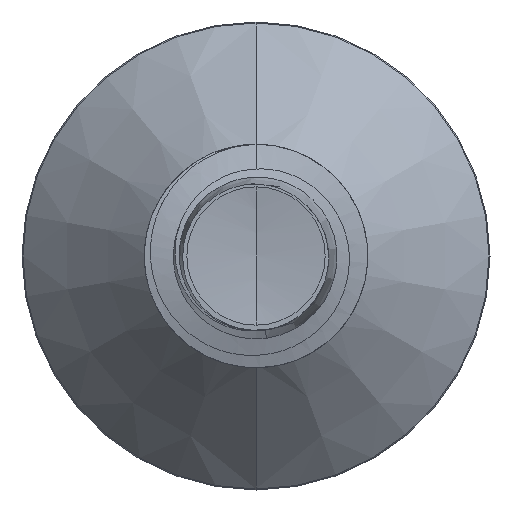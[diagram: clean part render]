
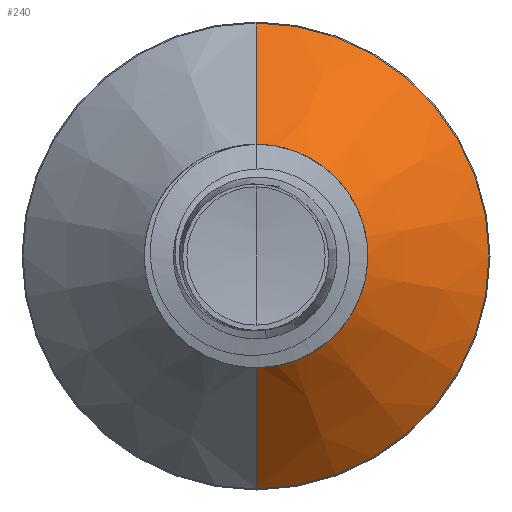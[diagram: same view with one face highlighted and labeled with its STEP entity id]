
A CAD part, front view. The second image highlights one B-rep face of the part: STEP entity #240.
In plain terms, the highlighted conical face has half-angle 45 degrees and reference radius 0.775 mm.
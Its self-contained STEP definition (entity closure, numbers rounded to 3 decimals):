
#240 = ADVANCED_FACE ( 'NONE', ( #1203 ), #8265, .T. ) ;
#820 = VERTEX_POINT ( 'NONE', #9065 ) ;
#1000 = VERTEX_POINT ( 'NONE', #6551 ) ;
#1145 = DIRECTION ( 'NONE',  ( 0., 1., 0. ) ) ;
#1191 = VECTOR ( 'NONE', #4631, 1000. ) ;
#1203 = FACE_OUTER_BOUND ( 'NONE', #5047, .T. ) ;
#1784 = DIRECTION ( 'NONE',  ( 0., 1., 0. ) ) ;
#2054 = CARTESIAN_POINT ( 'NONE',  ( 0., 1.75, 0.775 ) ) ;
#2253 = DIRECTION ( 'NONE',  ( 0., 1., 0. ) ) ;
#2871 = EDGE_CURVE ( 'NONE', #12821, #7412, #8864, .T. ) ;
#3261 = ORIENTED_EDGE ( 'NONE', *, *, #3693, .F. ) ;
#3693 = EDGE_CURVE ( 'NONE', #1000, #7412, #6991, .T. ) ;
#4095 = CARTESIAN_POINT ( 'NONE',  ( 0., 1.75, 0. ) ) ;
#4631 = DIRECTION ( 'NONE',  ( 0., 0.707, -0.707 ) ) ;
#4705 = AXIS2_PLACEMENT_3D ( 'NONE', #7783, #1784, #8793 ) ;
#5047 = EDGE_LOOP ( 'NONE', ( #8071, #9509, #3261, #7869 ) ) ;
#6513 = CARTESIAN_POINT ( 'NONE',  ( 0., 1.75, -0.775 ) ) ;
#6551 = CARTESIAN_POINT ( 'NONE',  ( 0., 2.643, 1.668 ) ) ;
#6838 = CARTESIAN_POINT ( 'NONE',  ( 0., 1.75, -0.775 ) ) ;
#6991 = CIRCLE ( 'NONE', #4705, 1.668 ) ;
#7142 = EDGE_CURVE ( 'NONE', #820, #1000, #7356, .T. ) ;
#7145 = CARTESIAN_POINT ( 'NONE',  ( 0., 1.75, 0. ) ) ;
#7356 = LINE ( 'NONE', #2054, #9690 ) ;
#7412 = VERTEX_POINT ( 'NONE', #9422 ) ;
#7783 = CARTESIAN_POINT ( 'NONE',  ( 0., 2.643, 0. ) ) ;
#7869 = ORIENTED_EDGE ( 'NONE', *, *, #7142, .F. ) ;
#8071 = ORIENTED_EDGE ( 'NONE', *, *, #11134, .T. ) ;
#8156 = DIRECTION ( 'NONE',  ( 0., 0., 1. ) ) ;
#8265 = CONICAL_SURFACE ( 'NONE', #12350, 0.775, 0.785 ) ;
#8443 = CIRCLE ( 'NONE', #9897, 0.775 ) ;
#8793 = DIRECTION ( 'NONE',  ( 0., 0., 1. ) ) ;
#8864 = LINE ( 'NONE', #6513, #1191 ) ;
#9048 = DIRECTION ( 'NONE',  ( 0., 0.707, 0.707 ) ) ;
#9065 = CARTESIAN_POINT ( 'NONE',  ( 0., 1.75, 0.775 ) ) ;
#9422 = CARTESIAN_POINT ( 'NONE',  ( 0., 2.643, -1.668 ) ) ;
#9509 = ORIENTED_EDGE ( 'NONE', *, *, #2871, .T. ) ;
#9690 = VECTOR ( 'NONE', #9048, 1000. ) ;
#9897 = AXIS2_PLACEMENT_3D ( 'NONE', #7145, #1145, #8156 ) ;
#10861 = DIRECTION ( 'NONE',  ( 0., 0., 1. ) ) ;
#11134 = EDGE_CURVE ( 'NONE', #820, #12821, #8443, .T. ) ;
#12350 = AXIS2_PLACEMENT_3D ( 'NONE', #4095, #2253, #10861 ) ;
#12821 = VERTEX_POINT ( 'NONE', #6838 ) ;
